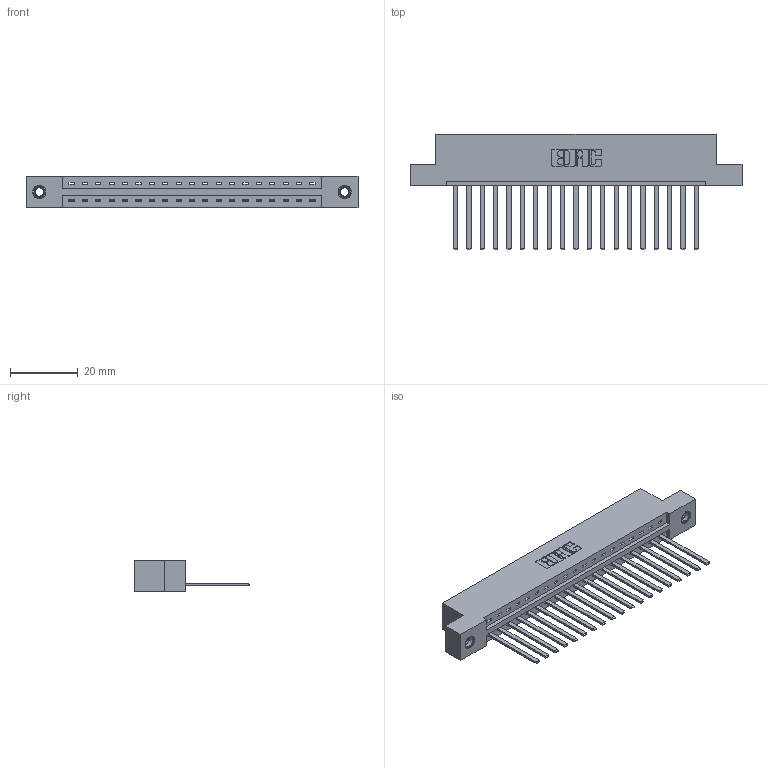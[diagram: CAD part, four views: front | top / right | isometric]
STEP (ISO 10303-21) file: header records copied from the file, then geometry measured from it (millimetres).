
FILE_DESCRIPTION (( 'STEP AP203' ), '1' );
FILE_NAME ('387-019-544-107.STEP', '2019-10-02T21:46:32', ( '' ), ( '' ), 'SwSTEP 2.0', 'SolidWorks 2016', '' );
FILE_SCHEMA (( 'CONFIG_CONTROL_DESIGN' ));
Length unit declared in the file: inch
Products named in the file (4): 345-250-001_345-250-005-103; 345-292-001_345-293-144; 337 Part_Flush Mounting Lugs - 0.156 Dia-TI; 387-019-544-107
Assembly tree (22 placements, depth 2):
  387-019-544-107
    337 Part_Flush Mounting Lugs - 0.156 Dia-TI
    345-292-001_345-293-144  x19
    345-250-001_345-250-005-103  x2
Bounding box: 98.3 x 34.3 x 9.4 mm (x, y, z)
Volume: 10135.1 mm3; surface area: 11110.4 mm2
Topology: 22 solids, 22 shells, 1238 faces, 3677 edges, 2418 vertices
Faces by surface type: plane 900, cylinder 322, cone 12, torus 4
Entity records: 18100 total; most frequent: CARTESIAN_POINT 3130, ORIENTED_EDGE 3078, DIRECTION 2711, EDGE_CURVE 1539, LINE 1395, VECTOR 1395, VERTEX_POINT 1020, AXIS2_PLACEMENT_3D 658
